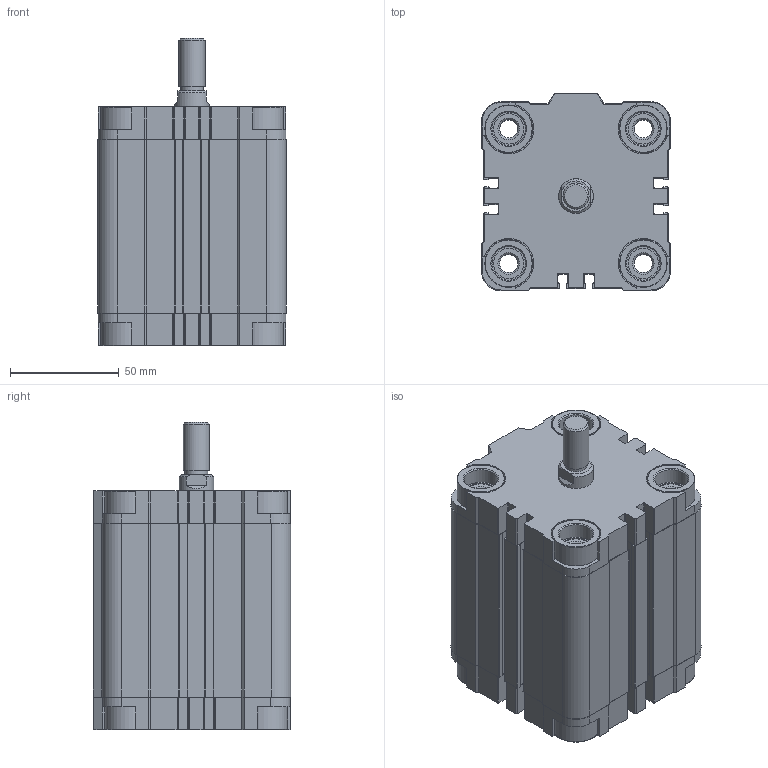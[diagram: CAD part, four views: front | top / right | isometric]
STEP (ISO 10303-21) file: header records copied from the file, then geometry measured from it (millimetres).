
FILE_DESCRIPTION(/* description */ (''),/* implementation_level */ '2;1');
FILE_NAME(/* name */ 'ses_63-60-b.stp',/* time_stamp */ '2017-07-12T14:37:59+02:00',/* author */ ('leitheußer'),/* organization */ (''),/* preprocessor_version */ 'ST-DEVELOPER v15.6',/* originating_system */ 'Autodesk Inventor LT ',/* authorisation */ '');
FILE_SCHEMA (('AUTOMOTIVE_DESIGN { 1 0 10303 214 3 1 1 }'));
Length unit declared in the file: millimetre
Products named in the file (1): SE63X60-S-M
Bounding box: 87 x 91 x 141.5 mm (x, y, z)
Volume: 558257.7 mm3; surface area: 130041.5 mm2
Topology: 2 solids, 2 shells, 444 faces, 1143 edges, 753 vertices
Faces by surface type: plane 238, cylinder 169, cone 29, torus 8
Full cylindrical faces by diameter (mm): 8 x1, 8.376 x8, 8.566 x2, 10.466 x1, 12 x1, 14 x8, 14.7 x4, 14.917 x8, 15.4 x8, 16 x2, 22 x8, 63 x2
Entity records: 13063 total; most frequent: DIRECTION 2310, CARTESIAN_POINT 2243, ORIENTED_EDGE 2092, EDGE_CURVE 1046, AXIS2_PLACEMENT_3D 823, VERTEX_POINT 744, LINE 664, VECTOR 664
